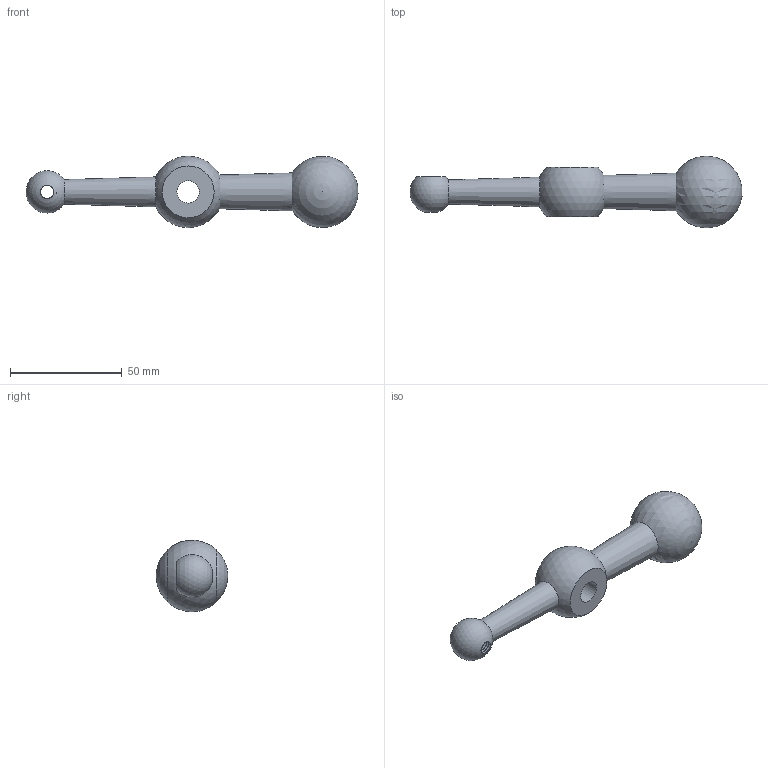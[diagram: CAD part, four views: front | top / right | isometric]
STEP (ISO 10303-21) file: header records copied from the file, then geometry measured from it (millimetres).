
FILE_DESCRIPTION(/* description */ (''),/* implementation_level */ '2;1');
FILE_NAME(/* name */ 'TH63_N.dxf',/* time_stamp */ '2012-11-23T18:08:58+08:00',/* author */ (''),/* organization */ (''),/* preprocessor_version */ 'ST-DEVELOPER v9',/* originating_system */ 'UGS - NX 4.0',/* authorisation */ '');
FILE_SCHEMA (('CONFIG_CONTROL_DESIGN'));
Length unit declared in the file: millimetre
Products named in the file (1): AdmiEE8Axquq
Bounding box: 148.32 x 32 x 31.89 mm (x, y, z)
Surface area: 11010.8 mm2 (no closed solid volume)
Topology: 0 solids, 1 shells, 15 faces, 60 edges, 47 vertices
Faces by surface type: plane 4, cylinder 4, sphere 3, cone 2, bspline 2
Full cylindrical faces by diameter (mm): 6 x1, 10 x1
Entity records: 3626 total; most frequent: CARTESIAN_POINT 3271, DIRECTION 52, ORIENTED_EDGE 44, EDGE_LOOP 26, AXIS2_PLACEMENT_3D 25, EDGE_CURVE 22, VERTEX_POINT 18, FACE_BOUND 16
